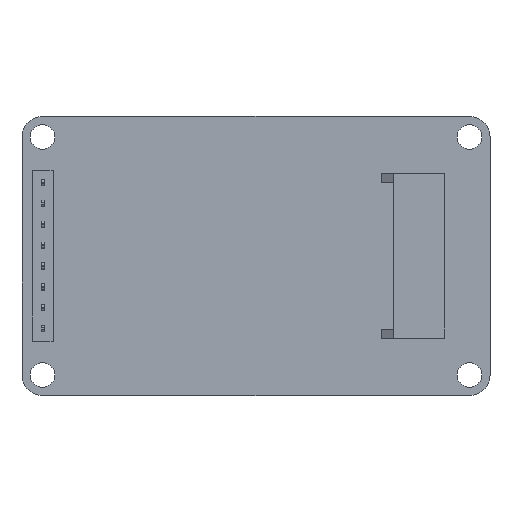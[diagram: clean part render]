
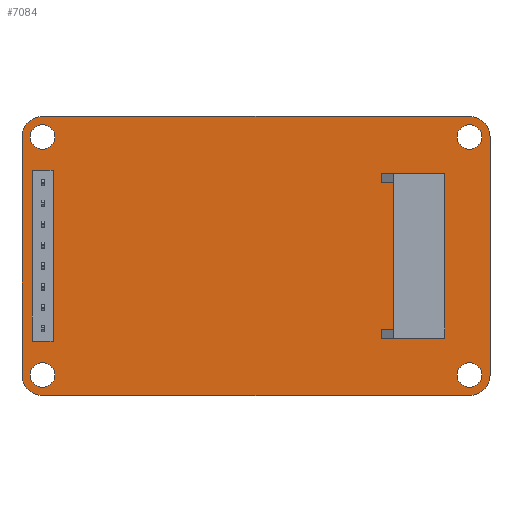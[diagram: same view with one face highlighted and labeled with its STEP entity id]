
A CAD part, top view. The second image highlights one B-rep face of the part: STEP entity #7084.
In plain terms, the highlighted planar face has unit normal (0, 0, 1).
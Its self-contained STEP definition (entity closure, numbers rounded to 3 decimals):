
#44=CIRCLE('',#7588,0.5);
#46=CIRCLE('',#7591,0.5);
#48=CIRCLE('',#7594,0.5);
#50=CIRCLE('',#7597,0.5);
#52=CIRCLE('',#7600,0.5);
#54=CIRCLE('',#7603,0.5);
#56=CIRCLE('',#7606,0.5);
#58=CIRCLE('',#7609,0.5);
#59=CIRCLE('',#7611,1.5);
#61=CIRCLE('',#7614,1.5);
#63=CIRCLE('',#7617,1.5);
#65=CIRCLE('',#7620,1.5);
#67=CIRCLE('',#7624,2.5);
#72=CIRCLE('',#7631,2.5);
#73=CIRCLE('',#7632,2.5);
#74=CIRCLE('',#7633,2.5);
#345=FACE_BOUND('',#1232,.T.);
#346=FACE_BOUND('',#1233,.T.);
#347=FACE_BOUND('',#1234,.T.);
#348=FACE_BOUND('',#1235,.T.);
#349=FACE_BOUND('',#1236,.T.);
#350=FACE_BOUND('',#1237,.T.);
#351=FACE_BOUND('',#1238,.T.);
#352=FACE_BOUND('',#1239,.T.);
#353=FACE_BOUND('',#1240,.T.);
#354=FACE_BOUND('',#1241,.T.);
#355=FACE_BOUND('',#1242,.T.);
#356=FACE_BOUND('',#1243,.T.);
#357=FACE_BOUND('',#1244,.T.);
#816=FACE_OUTER_BOUND('',#1231,.T.);
#1231=EDGE_LOOP('',(#6293,#6294,#6295,#6296,#6297,#6298,#6299,#6300));
#1232=EDGE_LOOP('',(#6301));
#1233=EDGE_LOOP('',(#6302));
#1234=EDGE_LOOP('',(#6303));
#1235=EDGE_LOOP('',(#6304));
#1236=EDGE_LOOP('',(#6305));
#1237=EDGE_LOOP('',(#6306));
#1238=EDGE_LOOP('',(#6307));
#1239=EDGE_LOOP('',(#6308));
#1240=EDGE_LOOP('',(#6309));
#1241=EDGE_LOOP('',(#6310));
#1242=EDGE_LOOP('',(#6311));
#1243=EDGE_LOOP('',(#6312));
#1244=EDGE_LOOP('',(#6313,#6314,#6315,#6316,#6317,#6318,#6319,#6320));
#2032=LINE('',#11276,#2862);
#2049=LINE('',#11358,#2879);
#2054=LINE('',#11380,#2884);
#2055=LINE('',#11383,#2885);
#2056=LINE('',#11386,#2886);
#2057=LINE('',#11388,#2887);
#2058=LINE('',#11390,#2888);
#2059=LINE('',#11392,#2889);
#2060=LINE('',#11394,#2890);
#2061=LINE('',#11396,#2891);
#2062=LINE('',#11398,#2892);
#2063=LINE('',#11399,#2893);
#2862=VECTOR('',#9305,52.);
#2879=VECTOR('',#9396,29.);
#2884=VECTOR('',#9421,29.);
#2885=VECTOR('',#9424,52.);
#2886=VECTOR('',#9425,1.);
#2887=VECTOR('',#9426,7.7);
#2888=VECTOR('',#9427,20.);
#2889=VECTOR('',#9428,7.7);
#2890=VECTOR('',#9429,1.);
#2891=VECTOR('',#9430,1.5);
#2892=VECTOR('',#9431,18.);
#2893=VECTOR('',#9432,1.5);
#3481=VERTEX_POINT('',#11273);
#3482=VERTEX_POINT('',#11275);
#3484=VERTEX_POINT('',#11281);
#3486=VERTEX_POINT('',#11287);
#3488=VERTEX_POINT('',#11293);
#3490=VERTEX_POINT('',#11299);
#3492=VERTEX_POINT('',#11305);
#3494=VERTEX_POINT('',#11311);
#3496=VERTEX_POINT('',#11317);
#3498=VERTEX_POINT('',#11323);
#3499=VERTEX_POINT('',#11327);
#3501=VERTEX_POINT('',#11333);
#3503=VERTEX_POINT('',#11339);
#3505=VERTEX_POINT('',#11345);
#3508=VERTEX_POINT('',#11352);
#3510=VERTEX_POINT('',#11356);
#3511=VERTEX_POINT('',#11360);
#3516=VERTEX_POINT('',#11377);
#3517=VERTEX_POINT('',#11379);
#3518=VERTEX_POINT('',#11381);
#3519=VERTEX_POINT('',#11384);
#3520=VERTEX_POINT('',#11385);
#3521=VERTEX_POINT('',#11387);
#3522=VERTEX_POINT('',#11389);
#3523=VERTEX_POINT('',#11391);
#3524=VERTEX_POINT('',#11393);
#3525=VERTEX_POINT('',#11395);
#3526=VERTEX_POINT('',#11397);
#4404=EDGE_CURVE('',#3481,#3482,#2032,.T.);
#4408=EDGE_CURVE('',#3484,#3484,#44,.T.);
#4411=EDGE_CURVE('',#3486,#3486,#46,.T.);
#4414=EDGE_CURVE('',#3488,#3488,#48,.T.);
#4417=EDGE_CURVE('',#3490,#3490,#50,.T.);
#4420=EDGE_CURVE('',#3492,#3492,#52,.T.);
#4423=EDGE_CURVE('',#3494,#3494,#54,.T.);
#4426=EDGE_CURVE('',#3496,#3496,#56,.T.);
#4429=EDGE_CURVE('',#3498,#3498,#58,.T.);
#4430=EDGE_CURVE('',#3499,#3499,#59,.T.);
#4433=EDGE_CURVE('',#3501,#3501,#61,.T.);
#4436=EDGE_CURVE('',#3503,#3503,#63,.T.);
#4439=EDGE_CURVE('',#3505,#3505,#65,.T.);
#4445=EDGE_CURVE('',#3510,#3508,#2049,.T.);
#4446=EDGE_CURVE('',#3511,#3508,#67,.T.);
#4455=EDGE_CURVE('',#3510,#3482,#72,.T.);
#4456=EDGE_CURVE('',#3481,#3516,#73,.T.);
#4457=EDGE_CURVE('',#3517,#3516,#2054,.T.);
#4458=EDGE_CURVE('',#3517,#3518,#74,.T.);
#4459=EDGE_CURVE('',#3511,#3518,#2055,.T.);
#4460=EDGE_CURVE('',#3519,#3520,#2056,.T.);
#4461=EDGE_CURVE('',#3521,#3519,#2057,.T.);
#4462=EDGE_CURVE('',#3522,#3521,#2058,.T.);
#4463=EDGE_CURVE('',#3523,#3522,#2059,.T.);
#4464=EDGE_CURVE('',#3524,#3523,#2060,.T.);
#4465=EDGE_CURVE('',#3524,#3525,#2061,.T.);
#4466=EDGE_CURVE('',#3525,#3526,#2062,.T.);
#4467=EDGE_CURVE('',#3526,#3520,#2063,.T.);
#6293=ORIENTED_EDGE('',*,*,#4446,.T.);
#6294=ORIENTED_EDGE('',*,*,#4445,.F.);
#6295=ORIENTED_EDGE('',*,*,#4455,.T.);
#6296=ORIENTED_EDGE('',*,*,#4404,.F.);
#6297=ORIENTED_EDGE('',*,*,#4456,.T.);
#6298=ORIENTED_EDGE('',*,*,#4457,.F.);
#6299=ORIENTED_EDGE('',*,*,#4458,.T.);
#6300=ORIENTED_EDGE('',*,*,#4459,.F.);
#6301=ORIENTED_EDGE('',*,*,#4408,.T.);
#6302=ORIENTED_EDGE('',*,*,#4411,.T.);
#6303=ORIENTED_EDGE('',*,*,#4414,.T.);
#6304=ORIENTED_EDGE('',*,*,#4417,.T.);
#6305=ORIENTED_EDGE('',*,*,#4420,.T.);
#6306=ORIENTED_EDGE('',*,*,#4423,.T.);
#6307=ORIENTED_EDGE('',*,*,#4426,.T.);
#6308=ORIENTED_EDGE('',*,*,#4429,.T.);
#6309=ORIENTED_EDGE('',*,*,#4430,.T.);
#6310=ORIENTED_EDGE('',*,*,#4433,.T.);
#6311=ORIENTED_EDGE('',*,*,#4436,.T.);
#6312=ORIENTED_EDGE('',*,*,#4439,.T.);
#6313=ORIENTED_EDGE('',*,*,#4460,.F.);
#6314=ORIENTED_EDGE('',*,*,#4461,.F.);
#6315=ORIENTED_EDGE('',*,*,#4462,.F.);
#6316=ORIENTED_EDGE('',*,*,#4463,.F.);
#6317=ORIENTED_EDGE('',*,*,#4464,.F.);
#6318=ORIENTED_EDGE('',*,*,#4465,.T.);
#6319=ORIENTED_EDGE('',*,*,#4466,.T.);
#6320=ORIENTED_EDGE('',*,*,#4467,.T.);
#6718=PLANE('',#7630);
#7084=ADVANCED_FACE('',(#816,#345,#346,#347,#348,#349,#350,#351,#352,#353,
#354,#355,#356,#357),#6718,.F.);
#7588=AXIS2_PLACEMENT_3D('',#11283,#9312,#9313);
#7591=AXIS2_PLACEMENT_3D('',#11289,#9319,#9320);
#7594=AXIS2_PLACEMENT_3D('',#11295,#9326,#9327);
#7597=AXIS2_PLACEMENT_3D('',#11301,#9333,#9334);
#7600=AXIS2_PLACEMENT_3D('',#11307,#9340,#9341);
#7603=AXIS2_PLACEMENT_3D('',#11313,#9347,#9348);
#7606=AXIS2_PLACEMENT_3D('',#11319,#9354,#9355);
#7609=AXIS2_PLACEMENT_3D('',#11325,#9361,#9362);
#7611=AXIS2_PLACEMENT_3D('',#11328,#9365,#9366);
#7614=AXIS2_PLACEMENT_3D('',#11334,#9372,#9373);
#7617=AXIS2_PLACEMENT_3D('',#11340,#9379,#9380);
#7620=AXIS2_PLACEMENT_3D('',#11346,#9386,#9387);
#7624=AXIS2_PLACEMENT_3D('',#11361,#9399,#9400);
#7630=AXIS2_PLACEMENT_3D('',#11375,#9415,#9416);
#7631=AXIS2_PLACEMENT_3D('',#11376,#9417,#9418);
#7632=AXIS2_PLACEMENT_3D('',#11378,#9419,#9420);
#7633=AXIS2_PLACEMENT_3D('',#11382,#9422,#9423);
#9305=DIRECTION('',(-1.,0.,0.));
#9312=DIRECTION('center_axis',(0.,0.,-1.));
#9313=DIRECTION('ref_axis',(-1.,0.,0.));
#9319=DIRECTION('center_axis',(0.,0.,-1.));
#9320=DIRECTION('ref_axis',(-1.,0.,0.));
#9326=DIRECTION('center_axis',(0.,0.,-1.));
#9327=DIRECTION('ref_axis',(-1.,0.,0.));
#9333=DIRECTION('center_axis',(0.,0.,-1.));
#9334=DIRECTION('ref_axis',(-1.,0.,0.));
#9340=DIRECTION('center_axis',(0.,0.,-1.));
#9341=DIRECTION('ref_axis',(-1.,0.,0.));
#9347=DIRECTION('center_axis',(0.,0.,-1.));
#9348=DIRECTION('ref_axis',(-1.,0.,0.));
#9354=DIRECTION('center_axis',(0.,0.,-1.));
#9355=DIRECTION('ref_axis',(-1.,0.,0.));
#9361=DIRECTION('center_axis',(0.,0.,-1.));
#9362=DIRECTION('ref_axis',(-1.,0.,0.));
#9365=DIRECTION('center_axis',(0.,0.,-1.));
#9366=DIRECTION('ref_axis',(1.,0.,0.));
#9372=DIRECTION('center_axis',(0.,0.,-1.));
#9373=DIRECTION('ref_axis',(1.,0.,0.));
#9379=DIRECTION('center_axis',(0.,0.,-1.));
#9380=DIRECTION('ref_axis',(1.,0.,0.));
#9386=DIRECTION('center_axis',(0.,0.,-1.));
#9387=DIRECTION('ref_axis',(1.,0.,0.));
#9396=DIRECTION('',(0.,1.,0.));
#9399=DIRECTION('center_axis',(0.,0.,1.));
#9400=DIRECTION('ref_axis',(0.,1.,0.));
#9415=DIRECTION('center_axis',(0.,0.,-1.));
#9416=DIRECTION('ref_axis',(-1.,0.,0.));
#9417=DIRECTION('center_axis',(0.,0.,1.));
#9418=DIRECTION('ref_axis',(-1.,0.,0.));
#9419=DIRECTION('center_axis',(0.,0.,1.));
#9420=DIRECTION('ref_axis',(0.,-1.,0.));
#9421=DIRECTION('',(0.,-1.,0.));
#9422=DIRECTION('center_axis',(0.,0.,1.));
#9423=DIRECTION('ref_axis',(1.,0.,0.));
#9424=DIRECTION('',(1.,0.,0.));
#9425=DIRECTION('',(0.,-1.,0.));
#9426=DIRECTION('',(-1.,0.,0.));
#9427=DIRECTION('',(0.,1.,0.));
#9428=DIRECTION('',(1.,0.,0.));
#9429=DIRECTION('',(0.,-1.,0.));
#9430=DIRECTION('',(1.,0.,0.));
#9431=DIRECTION('',(0.,1.,0.));
#9432=DIRECTION('',(-1.,0.,0.));
#11273=CARTESIAN_POINT('',(26.,-17.,1.324));
#11275=CARTESIAN_POINT('',(-26.,-17.,1.324));
#11276=CARTESIAN_POINT('',(26.,-17.,1.324));
#11281=CARTESIAN_POINT('',(-25.5,8.89,1.324));
#11283=CARTESIAN_POINT('Origin',(-26.,8.89,1.324));
#11287=CARTESIAN_POINT('',(-25.5,6.35,1.324));
#11289=CARTESIAN_POINT('Origin',(-26.,6.35,1.324));
#11293=CARTESIAN_POINT('',(-25.5,3.81,1.324));
#11295=CARTESIAN_POINT('Origin',(-26.,3.81,1.324));
#11299=CARTESIAN_POINT('',(-25.5,1.27,1.324));
#11301=CARTESIAN_POINT('Origin',(-26.,1.27,1.324));
#11305=CARTESIAN_POINT('',(-25.5,-1.27,1.324));
#11307=CARTESIAN_POINT('Origin',(-26.,-1.27,1.324));
#11311=CARTESIAN_POINT('',(-25.5,-3.81,1.324));
#11313=CARTESIAN_POINT('Origin',(-26.,-3.81,1.324));
#11317=CARTESIAN_POINT('',(-25.5,-6.35,1.324));
#11319=CARTESIAN_POINT('Origin',(-26.,-6.35,1.324));
#11323=CARTESIAN_POINT('',(-25.5,-8.89,1.324));
#11325=CARTESIAN_POINT('Origin',(-26.,-8.89,1.324));
#11327=CARTESIAN_POINT('',(24.5,14.5,1.324));
#11328=CARTESIAN_POINT('Origin',(26.,14.5,1.324));
#11333=CARTESIAN_POINT('',(24.5,-14.5,1.324));
#11334=CARTESIAN_POINT('Origin',(26.,-14.5,1.324));
#11339=CARTESIAN_POINT('',(-27.5,-14.5,1.324));
#11340=CARTESIAN_POINT('Origin',(-26.,-14.5,1.324));
#11345=CARTESIAN_POINT('',(-27.5,14.5,1.324));
#11346=CARTESIAN_POINT('Origin',(-26.,14.5,1.324));
#11352=CARTESIAN_POINT('',(-28.5,14.5,1.324));
#11356=CARTESIAN_POINT('',(-28.5,-14.5,1.324));
#11358=CARTESIAN_POINT('',(-28.5,-14.5,1.324));
#11360=CARTESIAN_POINT('',(-26.,17.,1.324));
#11361=CARTESIAN_POINT('Origin',(-26.,14.5,1.324));
#11375=CARTESIAN_POINT('Origin',(30.83,20.949,1.324));
#11376=CARTESIAN_POINT('Origin',(-26.,-14.5,1.324));
#11377=CARTESIAN_POINT('',(28.5,-14.5,1.324));
#11378=CARTESIAN_POINT('Origin',(26.,-14.5,1.324));
#11379=CARTESIAN_POINT('',(28.5,14.5,1.324));
#11380=CARTESIAN_POINT('',(28.5,14.5,1.324));
#11381=CARTESIAN_POINT('',(26.,17.,1.324));
#11382=CARTESIAN_POINT('Origin',(26.,14.5,1.324));
#11383=CARTESIAN_POINT('',(-26.,17.,1.324));
#11384=CARTESIAN_POINT('',(15.3,10.,1.324));
#11385=CARTESIAN_POINT('',(15.3,9.,1.324));
#11386=CARTESIAN_POINT('',(15.3,10.,1.324));
#11387=CARTESIAN_POINT('',(23.,10.,1.324));
#11388=CARTESIAN_POINT('',(23.,10.,1.324));
#11389=CARTESIAN_POINT('',(23.,-10.,1.324));
#11390=CARTESIAN_POINT('',(23.,-10.,1.324));
#11391=CARTESIAN_POINT('',(15.3,-10.,1.324));
#11392=CARTESIAN_POINT('',(15.3,-10.,1.324));
#11393=CARTESIAN_POINT('',(15.3,-9.,1.324));
#11394=CARTESIAN_POINT('',(15.3,-9.,1.324));
#11395=CARTESIAN_POINT('',(16.8,-9.,1.324));
#11396=CARTESIAN_POINT('',(15.3,-9.,1.324));
#11397=CARTESIAN_POINT('',(16.8,9.,1.324));
#11398=CARTESIAN_POINT('',(16.8,-9.,1.324));
#11399=CARTESIAN_POINT('',(16.8,9.,1.324));
